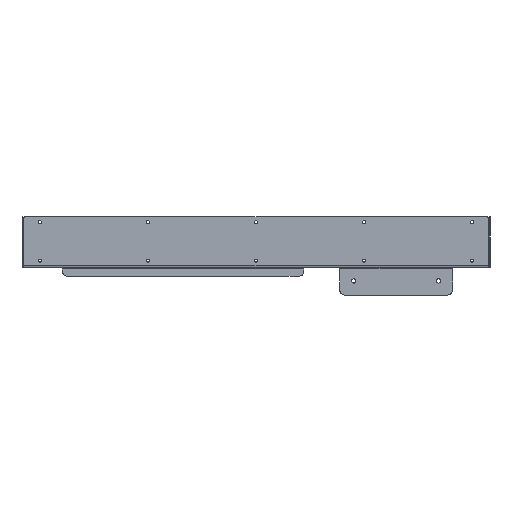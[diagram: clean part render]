
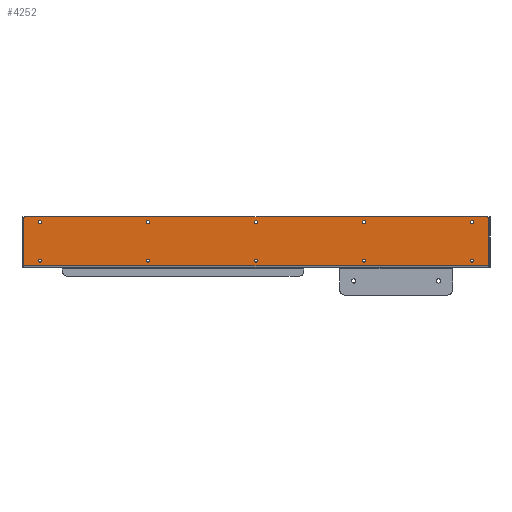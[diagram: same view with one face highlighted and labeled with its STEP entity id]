
A CAD part, left-side view. The second image highlights one B-rep face of the part: STEP entity #4252.
In plain terms, the highlighted planar face has unit normal (-1, 0, 0).
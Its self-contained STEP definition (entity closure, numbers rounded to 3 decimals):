
#135=FACE_BOUND('',#827,.T.);
#136=FACE_BOUND('',#828,.T.);
#137=FACE_BOUND('',#829,.T.);
#138=FACE_BOUND('',#830,.T.);
#139=FACE_BOUND('',#831,.T.);
#140=FACE_BOUND('',#832,.T.);
#141=FACE_BOUND('',#833,.T.);
#142=FACE_BOUND('',#834,.T.);
#143=FACE_BOUND('',#835,.T.);
#144=FACE_BOUND('',#836,.T.);
#260=PLANE('',#4690);
#482=FACE_OUTER_BOUND('',#826,.T.);
#826=EDGE_LOOP('',(#3872,#3873,#3874,#3875,#3876,#3877));
#827=EDGE_LOOP('',(#3878));
#828=EDGE_LOOP('',(#3879));
#829=EDGE_LOOP('',(#3880));
#830=EDGE_LOOP('',(#3881));
#831=EDGE_LOOP('',(#3882));
#832=EDGE_LOOP('',(#3883));
#833=EDGE_LOOP('',(#3884));
#834=EDGE_LOOP('',(#3885));
#835=EDGE_LOOP('',(#3886));
#836=EDGE_LOOP('',(#3887));
#1055=LINE('',#6530,#1429);
#1072=LINE('',#6618,#1446);
#1215=LINE('',#7122,#1589);
#1218=LINE('',#7132,#1592);
#1429=VECTOR('',#5157,51.153);
#1446=VECTOR('',#5242,51.153);
#1589=VECTOR('',#5903,494.129);
#1592=VECTOR('',#5920,492.129);
#1679=CIRCLE('',#4387,1.);
#1706=CIRCLE('',#4422,1.);
#1741=CIRCLE('',#4511,1.63);
#1743=CIRCLE('',#4515,1.63);
#1745=CIRCLE('',#4519,1.63);
#1747=CIRCLE('',#4523,1.63);
#1749=CIRCLE('',#4527,1.63);
#1751=CIRCLE('',#4531,1.63);
#1753=CIRCLE('',#4535,1.63);
#1755=CIRCLE('',#4539,1.63);
#1757=CIRCLE('',#4543,1.63);
#1759=CIRCLE('',#4547,1.63);
#2047=VERTEX_POINT('',#6517);
#2048=VERTEX_POINT('',#6518);
#2052=VERTEX_POINT('',#6528);
#2087=VERTEX_POINT('',#6611);
#2088=VERTEX_POINT('',#6612);
#2089=VERTEX_POINT('',#6617);
#2151=VERTEX_POINT('',#6845);
#2153=VERTEX_POINT('',#6851);
#2155=VERTEX_POINT('',#6857);
#2157=VERTEX_POINT('',#6863);
#2159=VERTEX_POINT('',#6869);
#2161=VERTEX_POINT('',#6875);
#2163=VERTEX_POINT('',#6881);
#2165=VERTEX_POINT('',#6887);
#2167=VERTEX_POINT('',#6893);
#2169=VERTEX_POINT('',#6899);
#2478=EDGE_CURVE('',#2047,#2048,#1679,.T.);
#2484=EDGE_CURVE('',#2052,#2047,#1055,.T.);
#2524=EDGE_CURVE('',#2087,#2088,#1706,.T.);
#2527=EDGE_CURVE('',#2088,#2089,#1072,.T.);
#2640=EDGE_CURVE('',#2151,#2151,#1741,.T.);
#2642=EDGE_CURVE('',#2153,#2153,#1743,.T.);
#2644=EDGE_CURVE('',#2155,#2155,#1745,.T.);
#2646=EDGE_CURVE('',#2157,#2157,#1747,.T.);
#2648=EDGE_CURVE('',#2159,#2159,#1749,.T.);
#2650=EDGE_CURVE('',#2161,#2161,#1751,.T.);
#2652=EDGE_CURVE('',#2163,#2163,#1753,.T.);
#2654=EDGE_CURVE('',#2165,#2165,#1755,.T.);
#2656=EDGE_CURVE('',#2167,#2167,#1757,.T.);
#2658=EDGE_CURVE('',#2169,#2169,#1759,.T.);
#2761=EDGE_CURVE('',#2052,#2089,#1215,.T.);
#2768=EDGE_CURVE('',#2048,#2087,#1218,.T.);
#3872=ORIENTED_EDGE('',*,*,#2478,.F.);
#3873=ORIENTED_EDGE('',*,*,#2484,.F.);
#3874=ORIENTED_EDGE('',*,*,#2761,.T.);
#3875=ORIENTED_EDGE('',*,*,#2527,.F.);
#3876=ORIENTED_EDGE('',*,*,#2524,.F.);
#3877=ORIENTED_EDGE('',*,*,#2768,.F.);
#3878=ORIENTED_EDGE('',*,*,#2640,.T.);
#3879=ORIENTED_EDGE('',*,*,#2642,.T.);
#3880=ORIENTED_EDGE('',*,*,#2644,.T.);
#3881=ORIENTED_EDGE('',*,*,#2646,.T.);
#3882=ORIENTED_EDGE('',*,*,#2648,.T.);
#3883=ORIENTED_EDGE('',*,*,#2650,.T.);
#3884=ORIENTED_EDGE('',*,*,#2652,.T.);
#3885=ORIENTED_EDGE('',*,*,#2654,.T.);
#3886=ORIENTED_EDGE('',*,*,#2656,.T.);
#3887=ORIENTED_EDGE('',*,*,#2658,.T.);
#4252=ADVANCED_FACE('',(#482,#135,#136,#137,#138,#139,#140,#141,#142,#143,
#144),#260,.F.);
#4387=AXIS2_PLACEMENT_3D('',#6519,#5147,#5148);
#4422=AXIS2_PLACEMENT_3D('',#6613,#5236,#5237);
#4511=AXIS2_PLACEMENT_3D('',#6846,#5495,#5496);
#4515=AXIS2_PLACEMENT_3D('',#6852,#5503,#5504);
#4519=AXIS2_PLACEMENT_3D('',#6858,#5511,#5512);
#4523=AXIS2_PLACEMENT_3D('',#6864,#5519,#5520);
#4527=AXIS2_PLACEMENT_3D('',#6870,#5527,#5528);
#4531=AXIS2_PLACEMENT_3D('',#6876,#5535,#5536);
#4535=AXIS2_PLACEMENT_3D('',#6882,#5543,#5544);
#4539=AXIS2_PLACEMENT_3D('',#6888,#5551,#5552);
#4543=AXIS2_PLACEMENT_3D('',#6894,#5559,#5560);
#4547=AXIS2_PLACEMENT_3D('',#6900,#5567,#5568);
#4690=AXIS2_PLACEMENT_3D('',#7133,#5921,#5922);
#5147=DIRECTION('center_axis',(1.,0.,0.));
#5148=DIRECTION('ref_axis',(0.,0.707,0.707));
#5157=DIRECTION('',(0.,0.,1.));
#5236=DIRECTION('center_axis',(1.,0.,0.));
#5237=DIRECTION('ref_axis',(0.,-0.707,0.707));
#5242=DIRECTION('',(0.,0.,-1.));
#5495=DIRECTION('center_axis',(1.,0.,0.));
#5496=DIRECTION('ref_axis',(0.,0.,
1.));
#5503=DIRECTION('center_axis',(1.,0.,0.));
#5504=DIRECTION('ref_axis',(0.,0.,
1.));
#5511=DIRECTION('center_axis',(1.,0.,0.));
#5512=DIRECTION('ref_axis',(0.,0.,
1.));
#5519=DIRECTION('center_axis',(1.,0.,0.));
#5520=DIRECTION('ref_axis',(0.,0.,
1.));
#5527=DIRECTION('center_axis',(1.,0.,0.));
#5528=DIRECTION('ref_axis',(0.,0.,
1.));
#5535=DIRECTION('center_axis',(1.,0.,0.));
#5536=DIRECTION('ref_axis',(0.,0.,
1.));
#5543=DIRECTION('center_axis',(1.,0.,0.));
#5544=DIRECTION('ref_axis',(0.,0.,
1.));
#5551=DIRECTION('center_axis',(1.,0.,0.));
#5552=DIRECTION('ref_axis',(0.,0.,
1.));
#5559=DIRECTION('center_axis',(1.,0.,0.));
#5560=DIRECTION('ref_axis',(0.,0.,
1.));
#5567=DIRECTION('center_axis',(1.,0.,0.));
#5568=DIRECTION('ref_axis',(0.,0.,
1.));
#5903=DIRECTION('',(0.,-1.,0.));
#5920=DIRECTION('',(0.,-1.,0.));
#5921=DIRECTION('center_axis',(1.,0.,0.));
#5922=DIRECTION('ref_axis',(0.,0.,
-1.));
#6517=CARTESIAN_POINT('',(-139.106,247.064,52.976));
#6518=CARTESIAN_POINT('',(-139.106,246.064,53.976));
#6519=CARTESIAN_POINT('Origin',(-139.106,246.064,52.976));
#6528=CARTESIAN_POINT('',(-139.106,247.064,1.824));
#6530=CARTESIAN_POINT('',(-139.106,247.064,1.824));
#6611=CARTESIAN_POINT('',(-139.106,-246.064,53.976));
#6612=CARTESIAN_POINT('',(-139.106,-247.064,52.976));
#6613=CARTESIAN_POINT('Origin',(-139.106,-246.064,52.976));
#6617=CARTESIAN_POINT('',(-139.106,-247.064,1.824));
#6618=CARTESIAN_POINT('',(-139.106,-247.064,-2.301));
#6845=CARTESIAN_POINT('',(-139.106,230.,46.87));
#6846=CARTESIAN_POINT('Origin',(-139.106,230.,48.5));
#6851=CARTESIAN_POINT('',(-139.106,0.,46.87));
#6852=CARTESIAN_POINT('Origin',(-139.106,0.,48.5));
#6857=CARTESIAN_POINT('',(-139.106,115.,5.87));
#6858=CARTESIAN_POINT('Origin',(-139.106,115.,7.5));
#6863=CARTESIAN_POINT('',(-139.106,-115.,5.87));
#6864=CARTESIAN_POINT('Origin',(-139.106,-115.,7.5));
#6869=CARTESIAN_POINT('',(-139.106,-230.,46.87));
#6870=CARTESIAN_POINT('Origin',(-139.106,-230.,48.5));
#6875=CARTESIAN_POINT('',(-139.106,-115.,46.87));
#6876=CARTESIAN_POINT('Origin',(-139.106,-115.,48.5));
#6881=CARTESIAN_POINT('',(-139.106,-230.,5.87));
#6882=CARTESIAN_POINT('Origin',(-139.106,-230.,7.5));
#6887=CARTESIAN_POINT('',(-139.106,0.,5.87));
#6888=CARTESIAN_POINT('Origin',(-139.106,0.,7.5));
#6893=CARTESIAN_POINT('',(-139.106,230.,5.87));
#6894=CARTESIAN_POINT('Origin',(-139.106,230.,7.5));
#6899=CARTESIAN_POINT('',(-139.106,115.,46.87));
#6900=CARTESIAN_POINT('Origin',(-139.106,115.,48.5));
#7122=CARTESIAN_POINT('',(-139.106,0.,1.824));
#7132=CARTESIAN_POINT('',(-139.106,247.064,53.976));
#7133=CARTESIAN_POINT('Origin',(-139.106,0.,26.869));
